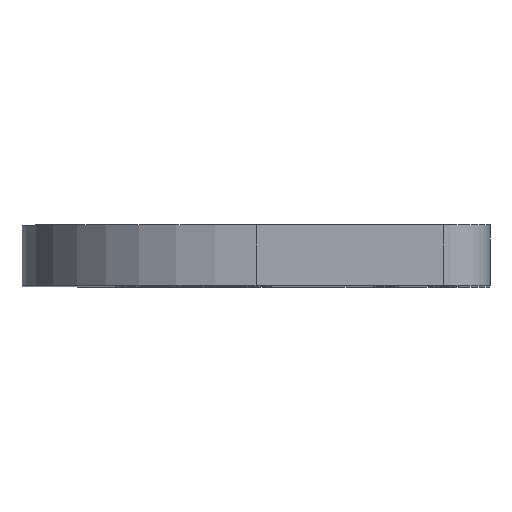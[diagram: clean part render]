
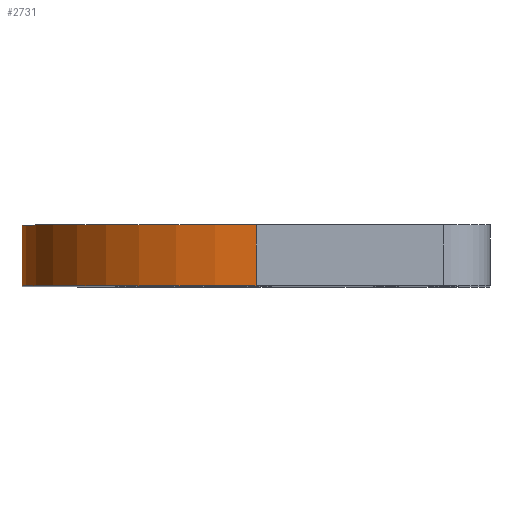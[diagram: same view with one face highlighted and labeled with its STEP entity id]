
A CAD part, top view. The second image highlights one B-rep face of the part: STEP entity #2731.
In plain terms, the highlighted cylindrical face has radius 15 mm (diameter 30 mm), a partial arc.
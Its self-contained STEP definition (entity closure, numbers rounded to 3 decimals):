
#315 = LINE ( 'NONE', #525, #2317 ) ;
#381 = EDGE_CURVE ( 'NONE', #1506, #3954, #315, .T. ) ;
#429 = EDGE_LOOP ( 'NONE', ( #1808, #746, #1548, #3903 ) ) ;
#446 = DIRECTION ( 'NONE',  ( 0., -1., 0. ) ) ;
#525 = CARTESIAN_POINT ( 'NONE',  ( -3., 3.9, 31.5 ) ) ;
#539 = CARTESIAN_POINT ( 'NONE',  ( -3., 3.9, 31.5 ) ) ;
#558 = CYLINDRICAL_SURFACE ( 'NONE', #4004, 15. ) ;
#685 = DIRECTION ( 'NONE',  ( 0., -1., 0. ) ) ;
#746 = ORIENTED_EDGE ( 'NONE', *, *, #897, .T. ) ;
#778 = FACE_OUTER_BOUND ( 'NONE', #429, .T. ) ;
#781 = EDGE_CURVE ( 'NONE', #3954, #3423, #3518, .T. ) ;
#785 = DIRECTION ( 'NONE',  ( 0., 1., 0. ) ) ;
#897 = EDGE_CURVE ( 'NONE', #2824, #1506, #2554, .T. ) ;
#930 = AXIS2_PLACEMENT_3D ( 'NONE', #3733, #785, #1807 ) ;
#1210 = CARTESIAN_POINT ( 'NONE',  ( -18., 3.9, 16.5 ) ) ;
#1240 = EDGE_CURVE ( 'NONE', #3423, #2824, #1835, .T. ) ;
#1470 = CARTESIAN_POINT ( 'NONE',  ( -3., 3.9, 16.5 ) ) ;
#1474 = AXIS2_PLACEMENT_3D ( 'NONE', #4018, #685, #3001 ) ;
#1506 = VERTEX_POINT ( 'NONE', #539 ) ;
#1523 = CARTESIAN_POINT ( 'NONE',  ( -18., 3.9, 16.5 ) ) ;
#1548 = ORIENTED_EDGE ( 'NONE', *, *, #381, .T. ) ;
#1807 = DIRECTION ( 'NONE',  ( 0., 0., 1. ) ) ;
#1808 = ORIENTED_EDGE ( 'NONE', *, *, #1240, .T. ) ;
#1835 = LINE ( 'NONE', #1523, #1993 ) ;
#1993 = VECTOR ( 'NONE', #2477, 1000. ) ;
#2317 = VECTOR ( 'NONE', #2545, 1000. ) ;
#2477 = DIRECTION ( 'NONE',  ( 0., -1., 0. ) ) ;
#2545 = DIRECTION ( 'NONE',  ( 0., 1., 0. ) ) ;
#2554 = CIRCLE ( 'NONE', #930, 15. ) ;
#2731 = ADVANCED_FACE ( 'NONE', ( #778 ), #558, .T. ) ;
#2787 = DIRECTION ( 'NONE',  ( 0., 0., 1. ) ) ;
#2824 = VERTEX_POINT ( 'NONE', #1210 ) ;
#3001 = DIRECTION ( 'NONE',  ( 0., 0., 1. ) ) ;
#3423 = VERTEX_POINT ( 'NONE', #3570 ) ;
#3518 = CIRCLE ( 'NONE', #1474, 15. ) ;
#3570 = CARTESIAN_POINT ( 'NONE',  ( -18., 7.8, 16.5 ) ) ;
#3733 = CARTESIAN_POINT ( 'NONE',  ( -3., 3.9, 16.5 ) ) ;
#3903 = ORIENTED_EDGE ( 'NONE', *, *, #781, .T. ) ;
#3952 = CARTESIAN_POINT ( 'NONE',  ( -3., 7.8, 31.5 ) ) ;
#3954 = VERTEX_POINT ( 'NONE', #3952 ) ;
#4004 = AXIS2_PLACEMENT_3D ( 'NONE', #1470, #446, #2787 ) ;
#4018 = CARTESIAN_POINT ( 'NONE',  ( -3., 7.8, 16.5 ) ) ;
